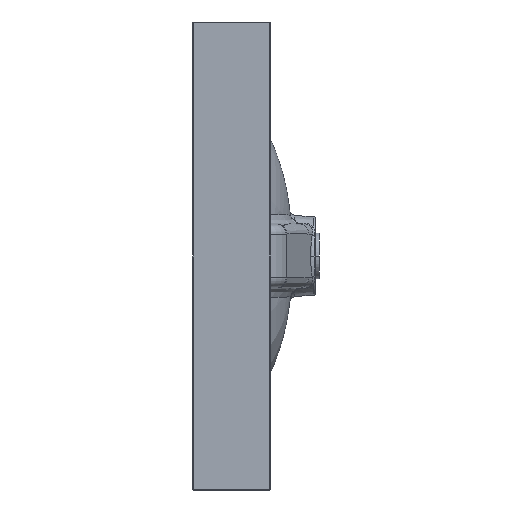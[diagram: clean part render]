
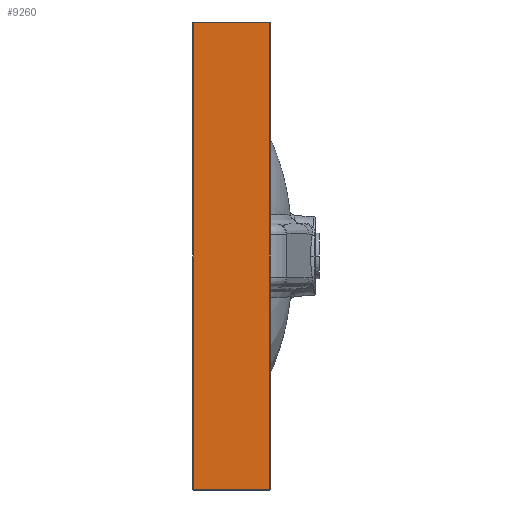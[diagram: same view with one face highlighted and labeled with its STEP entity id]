
A CAD part, left-side view. The second image highlights one B-rep face of the part: STEP entity #9260.
In plain terms, the highlighted planar face has unit normal (-1, 0, 0).
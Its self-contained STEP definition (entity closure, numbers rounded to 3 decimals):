
#2403=DIRECTION('',(0.,0.,1.));
#2404=VECTOR('',#2403,478.);
#2405=CARTESIAN_POINT('',(-275.,-1.,-239.));
#2406=LINE('',#2405,#2404);
#2407=DIRECTION('',(0.,1.,0.));
#2408=VECTOR('',#2407,78.);
#2409=CARTESIAN_POINT('',(-275.,-79.,239.));
#2410=LINE('',#2409,#2408);
#2411=DIRECTION('',(0.,0.,-1.));
#2412=VECTOR('',#2411,478.);
#2413=CARTESIAN_POINT('',(-275.,-79.,239.));
#2414=LINE('',#2413,#2412);
#2415=DIRECTION('',(0.,-1.,0.));
#2416=VECTOR('',#2415,78.);
#2417=CARTESIAN_POINT('',(-275.,-1.,-239.));
#2418=LINE('',#2417,#2416);
#3022=CARTESIAN_POINT('',(-275.,-1.,-239.));
#3023=VERTEX_POINT('',#3022);
#3026=CARTESIAN_POINT('',(-275.,-1.,239.));
#3027=VERTEX_POINT('',#3026);
#3031=CARTESIAN_POINT('',(-275.,-79.,239.));
#3033=VERTEX_POINT('',#3031);
#3038=CARTESIAN_POINT('',(-275.,-79.,-239.));
#3039=VERTEX_POINT('',#3038);
#9249=CARTESIAN_POINT('',(-275.,-9.,0.));
#9250=DIRECTION('',(-1.,0.,0.));
#9251=DIRECTION('',(0.,0.,1.));
#9252=AXIS2_PLACEMENT_3D('',#9249,#9250,#9251);
#9253=PLANE('',#9252);
#9254=ORIENTED_EDGE('',*,*,#9243,.T.);
#9255=ORIENTED_EDGE('',*,*,#9219,.F.);
#9256=ORIENTED_EDGE('',*,*,#8949,.T.);
#9257=ORIENTED_EDGE('',*,*,#8976,.F.);
#9258=EDGE_LOOP('',(#9254,#9255,#9256,#9257));
#9259=FACE_OUTER_BOUND('',#9258,.F.);
#9260=ADVANCED_FACE('',(#9259),#9253,.T.);
#8949=EDGE_CURVE('',#3033,#3039,#2414,.T.);
#8976=EDGE_CURVE('',#3023,#3039,#2418,.T.);
#9219=EDGE_CURVE('',#3033,#3027,#2410,.T.);
#9243=EDGE_CURVE('',#3023,#3027,#2406,.T.);
